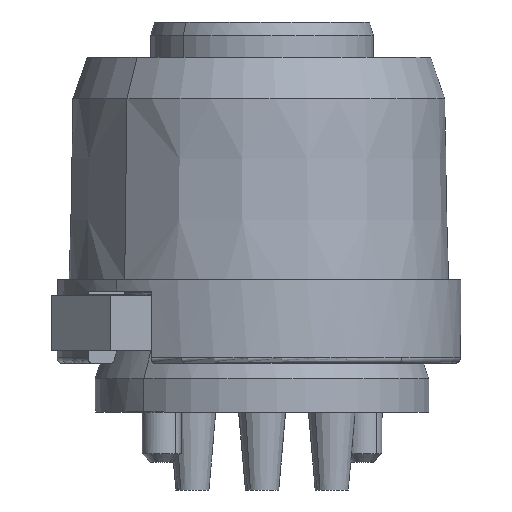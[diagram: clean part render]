
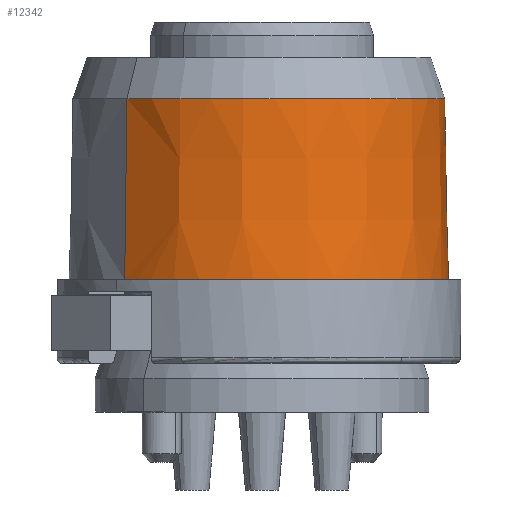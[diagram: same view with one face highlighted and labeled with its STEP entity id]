
A CAD part, left-side view. The second image highlights one B-rep face of the part: STEP entity #12342.
In plain terms, the highlighted conical face has half-angle 1 degrees and reference radius 6.753 mm.
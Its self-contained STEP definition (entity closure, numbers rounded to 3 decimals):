
#12329=AXIS2_PLACEMENT_3D('Cone Axis2P3D',#12326,#12327,#12328) ;
#12333=AXIS2_PLACEMENT_3D('Circle Axis2P3D',#12331,#12332,$) ;
#12049=CARTESIAN_POINT('Vertex',(2.667,12.065,7.543)) ;
#12051=CARTESIAN_POINT('Vertex',(12.298,2.435,7.543)) ;
#12055=CARTESIAN_POINT('Control Point',(12.298,2.435,7.543)) ;
#12056=CARTESIAN_POINT('Control Point',(11.846,1.983,7.543)) ;
#12057=CARTESIAN_POINT('Control Point',(11.341,1.584,7.543)) ;
#12058=CARTESIAN_POINT('Control Point',(10.791,1.246,7.543)) ;
#12059=CARTESIAN_POINT('Control Point',(9.623,0.706,7.543)) ;
#12060=CARTESIAN_POINT('Control Point',(8.361,0.451,7.543)) ;
#12061=CARTESIAN_POINT('Control Point',(7.718,0.399,7.543)) ;
#12062=CARTESIAN_POINT('Control Point',(6.432,0.446,7.543)) ;
#12063=CARTESIAN_POINT('Control Point',(5.191,0.789,7.543)) ;
#12064=CARTESIAN_POINT('Control Point',(4.594,1.033,7.543)) ;
#12065=CARTESIAN_POINT('Control Point',(3.468,1.657,7.543)) ;
#12066=CARTESIAN_POINT('Control Point',(2.517,2.524,7.543)) ;
#12067=CARTESIAN_POINT('Control Point',(2.095,3.012,7.543)) ;
#12068=CARTESIAN_POINT('Control Point',(1.372,4.077,7.543)) ;
#12069=CARTESIAN_POINT('Control Point',(0.916,5.281,7.543)) ;
#12070=CARTESIAN_POINT('Control Point',(0.76,5.907,7.543)) ;
#12071=CARTESIAN_POINT('Control Point',(0.598,7.184,7.543)) ;
#12072=CARTESIAN_POINT('Control Point',(0.736,8.464,7.543)) ;
#12073=CARTESIAN_POINT('Control Point',(0.88,9.093,7.543)) ;
#12074=CARTESIAN_POINT('Control Point',(1.246,10.119,7.543)) ;
#12075=CARTESIAN_POINT('Control Point',(1.806,11.051,7.543)) ;
#12076=CARTESIAN_POINT('Control Point',(2.066,11.413,7.543)) ;
#12077=CARTESIAN_POINT('Control Point',(2.354,11.752,7.543)) ;
#12078=CARTESIAN_POINT('Control Point',(2.667,12.065,7.543)) ;
#12300=CARTESIAN_POINT('Line Origine',(-6165.262,6179.995,-499719.608)) ;
#12304=CARTESIAN_POINT('Vertex',(2.748,11.985,14.043)) ;
#12311=CARTESIAN_POINT('Vertex',(12.218,2.515,14.043)) ;
#12314=CARTESIAN_POINT('Line Origine',(6180.228,-6165.495,-499719.608)) ;
#12326=CARTESIAN_POINT('Axis2P3D Location',(7.483,7.25,10.793)) ;
#12331=CARTESIAN_POINT('Axis2P3D Location',(7.483,7.25,14.043)) ;
#12301=DIRECTION('Vector Direction',(-0.012,0.012,-1.)) ;
#12315=DIRECTION('Vector Direction',(0.012,-0.012,-1.)) ;
#12327=DIRECTION('Axis2P3D Direction',(0.,0.,-1.)) ;
#12328=DIRECTION('Axis2P3D XDirection',(0.707,-0.707,0.)) ;
#12332=DIRECTION('Axis2P3D Direction',(0.,0.,-1.)) ;
#12302=VECTOR('Line Direction',#12301,1.) ;
#12316=VECTOR('Line Direction',#12315,1.) ;
#12337=ORIENTED_EDGE('',*,*,#12318,.F.) ;
#12338=ORIENTED_EDGE('',*,*,#12335,.T.) ;
#12339=ORIENTED_EDGE('',*,*,#12306,.F.) ;
#12340=ORIENTED_EDGE('',*,*,#12079,.F.) ;
#12342=ADVANCED_FACE('Hauptkoerper',(#12341),#12330,.T.) ;
#12054=B_SPLINE_CURVE_WITH_KNOTS('',5,(#12055,#12056,#12057,#12058,#12059,#12060,#12061,#12062,#12063,#12064,#12065,#12066,#12067,#12068,#12069,#12070,#12071,#12072,#12073,#12074,#12075,#12076,#12077,#12078),.UNSPECIFIED.,.F.,.U.,(6,3,3,3,3,3,3,6),(0.,4.52,9.04,13.56,18.08,22.6,27.119,30.256),.UNSPECIFIED.) ;
#12334=CIRCLE('generated circle',#12333,6.697) ;
#12330=CONICAL_SURFACE('Cone',#12329,6.753,0.017) ;
#12079=EDGE_CURVE('',#12052,#12050,#12054,.T.) ;
#12306=EDGE_CURVE('',#12050,#12305,#12303,.F.) ;
#12318=EDGE_CURVE('',#12312,#12052,#12317,.T.) ;
#12335=EDGE_CURVE('',#12312,#12305,#12334,.T.) ;
#12336=EDGE_LOOP('',(#12337,#12338,#12339,#12340)) ;
#12341=FACE_OUTER_BOUND('',#12336,.T.) ;
#12303=LINE('Line',#12300,#12302) ;
#12317=LINE('Line',#12314,#12316) ;
#12050=VERTEX_POINT('',#12049) ;
#12052=VERTEX_POINT('',#12051) ;
#12305=VERTEX_POINT('',#12304) ;
#12312=VERTEX_POINT('',#12311) ;
